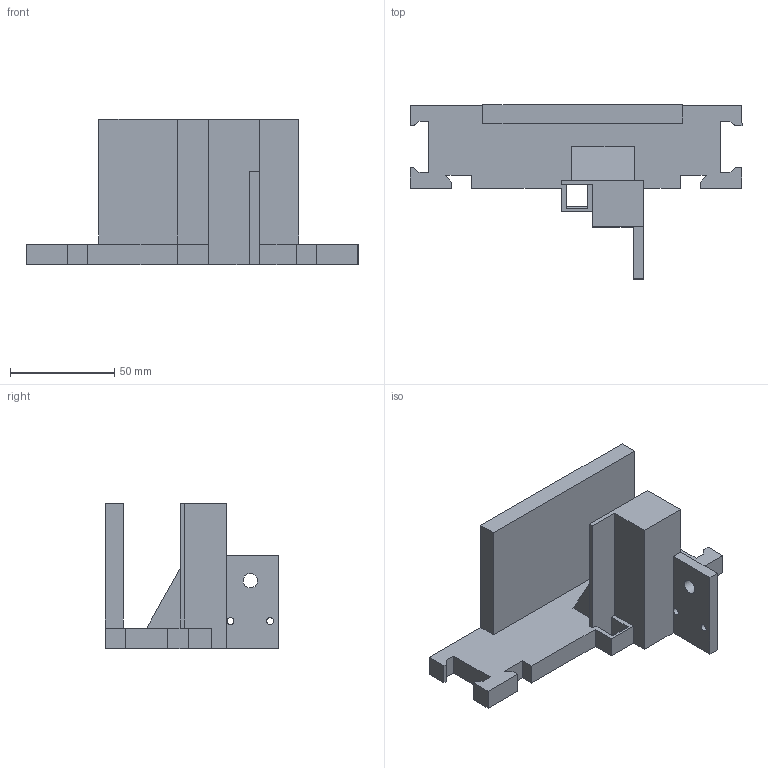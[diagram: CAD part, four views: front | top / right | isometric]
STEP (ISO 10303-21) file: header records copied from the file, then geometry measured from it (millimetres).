
FILE_DESCRIPTION(('STEP AP242'), '1');
FILE_NAME('1_罻謤僔_2', '', ('UNSPECIFIED'), ('UNSPECIFIED'), 'C3D Converter', 'C3D Toolkit', '');
FILE_SCHEMA(('AP242_MANAGED_MODEL_BASED_3D_ENGINEERING_MIM_LF { 1 0 10303 442 1 1 4 }'));
Length unit declared in the file: millimetre
Bounding box: 159.4 x 83.5 x 70 mm (x, y, z)
Volume: 160437.1 mm3; surface area: 40933.6 mm2
Topology: 1 solids, 1 shells, 60 faces, 177 edges, 118 vertices
Faces by surface type: plane 55, cylinder 5
Full cylindrical faces by diameter (mm): 3.3 x2, 7 x1
Entity records: 2487 total; most frequent: CARTESIAN_POINT 353, ORIENTED_EDGE 348, DIRECTION 306, EDGE_CURVE 174, LINE 164, VECTOR 164, VERTEX_POINT 118, AXIS2_PLACEMENT_3D 71
